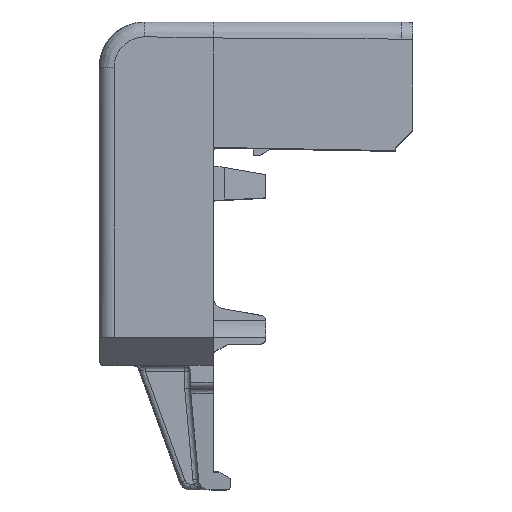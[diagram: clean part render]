
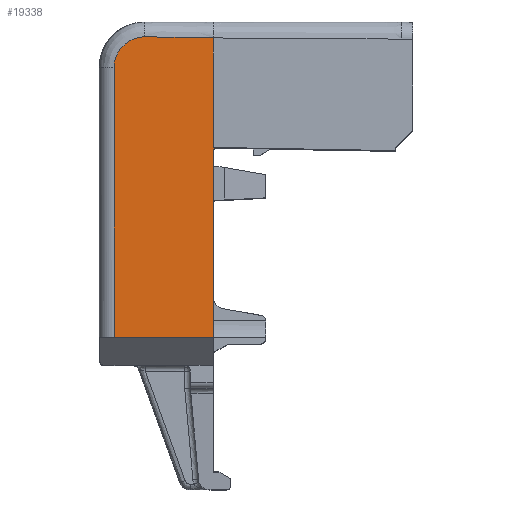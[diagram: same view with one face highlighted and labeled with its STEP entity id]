
A CAD part, top view. The second image highlights one B-rep face of the part: STEP entity #19338.
In plain terms, the highlighted free-form (B-spline) face has degree [1, 1] with [2, 2] control points.
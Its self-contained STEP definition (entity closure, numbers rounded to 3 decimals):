
#1702=CARTESIAN_POINT('V783',(-44.65,43.6,
   21.2));
#1703=VERTEX_POINT('V783',#1702);
#1704=CARTESIAN_POINT('V787',(-44.401,43.896,
   21.2));
#1705=VERTEX_POINT('V787',#1704);
#1706=CARTESIAN_POINT('E1342',(-44.65,
   43.6,21.2));
#1707=CARTESIAN_POINT('E1342',(-44.65,
   43.853,21.2));
#1708=CARTESIAN_POINT('E1342',(-44.401,
   43.896,21.2));
#1716=(BOUNDED_CURVE()B_SPLINE_CURVE(2,(#1706,#1707,#1708),
   .CIRCULAR_ARC.,.F.,.U.)B_SPLINE_CURVE_WITH_KNOTS((3,3),(
   0.117,1.0),.UNSPECIFIED.)CURVE()
   GEOMETRIC_REPRESENTATION_ITEM()RATIONAL_B_SPLINE_CURVE((1.0,
   0.741,0.94))REPRESENTATION_ITEM('E1342')
   );
#1717=EDGE_CURVE('E1342',#1703,#1705,#1716,.T.);
#19234=CARTESIAN_POINT('V9',(-53.35,27.25,
   21.2));
#19235=VERTEX_POINT('V9',#19234);
#19258=CARTESIAN_POINT('V266',(-44.65,
   27.25,21.2));
#19259=VERTEX_POINT('V266',#19258);
#19265=CARTESIAN_POINT('E419',(-53.35,
   27.25,21.2));
#19266=CARTESIAN_POINT('E419',(-44.65,
   27.25,21.2));
#19267=B_SPLINE_CURVE_WITH_KNOTS('E419',1,(#19265,#19266),
   .POLYLINE_FORM.,.F.,.U.,(2,2),(0.13,1.0),
   .UNSPECIFIED.);
#19268=EDGE_CURVE('E419',#19235,#19259,#19267,.T.);
#19273=CARTESIAN_POINT('F133',(-26.775,
   26.15,21.2));
#19274=CARTESIAN_POINT('F133',(-26.775,
   56.103,21.2));
#19275=CARTESIAN_POINT('F133',(-55.05,
   26.15,21.2));
#19276=CARTESIAN_POINT('F133',(-55.05,
   56.103,21.2));
#19277=QUASI_UNIFORM_SURFACE('F133',1,1,((#19273,#19275),(#19274,
   #19276)),.PLANE_SURF.,.F.,.F.,.U.);
#19278=ORIENTED_EDGE('E1342',*,*,#1717,.T.);
#19279=CARTESIAN_POINT('V267',(-44.65,
   43.9,21.2));
#19280=VERTEX_POINT('V267',#19279);
#19281=CARTESIAN_POINT('E1350',(-44.401,
   43.896,21.2));
#19282=CARTESIAN_POINT('E1350',(-44.65,
   43.9,21.2));
#19283=B_SPLINE_CURVE_WITH_KNOTS('E1350',1,(#19281,#19282),
   .POLYLINE_FORM.,.F.,.U.,(2,2),(0.059,
   0.073),.UNSPECIFIED.);
#19284=EDGE_CURVE('E1350',#1705,#19280,#19283,.T.);
#19285=ORIENTED_EDGE('E1350',*,*,#19284,.T.);
#19286=CARTESIAN_POINT('V13',(-44.65,53.5,
   21.2));
#19287=VERTEX_POINT('V13',#19286);
#19288=CARTESIAN_POINT('E421',(-44.65,
   43.9,21.2));
#19289=CARTESIAN_POINT('E421',(-44.65,
   53.5,21.2));
#19290=B_SPLINE_CURVE_WITH_KNOTS('E421',1,(#19288,#19289),
   .POLYLINE_FORM.,.F.,.U.,(2,2),(0.0,0.873),
   .UNSPECIFIED.);
#19291=EDGE_CURVE('E421',#19280,#19287,#19290,.T.);
#19292=ORIENTED_EDGE('E421',*,*,#19291,.T.);
#19293=CARTESIAN_POINT('V11',(-50.65,53.6,
   21.2));
#19294=VERTEX_POINT('V11',#19293);
#19295=CARTESIAN_POINT('E15',(-44.65,53.5,
   21.2));
#19296=CARTESIAN_POINT('E15',(-45.653,53.507,
   21.2));
#19297=CARTESIAN_POINT('E15',(-47.652,53.557,
   21.2));
#19298=CARTESIAN_POINT('E15',(-49.652,53.6,
   21.2));
#19299=CARTESIAN_POINT('E15',(-50.65,53.6,
   21.2));
#19300=B_SPLINE_CURVE_WITH_KNOTS('E15',3,(#19295,#19296,#19297,
   #19298,#19299),.UNSPECIFIED.,.F.,.U.,(4,1,4),(2.0,
   3.368,4.729),.UNSPECIFIED.);
#19301=EDGE_CURVE('E15',#19287,#19294,#19300,.T.);
#19302=ORIENTED_EDGE('E15',*,*,#19301,.T.);
#19303=CARTESIAN_POINT('V6',(-53.35,50.9,
   21.2));
#19304=VERTEX_POINT('V6',#19303);
#19305=CARTESIAN_POINT('E12',(-50.65,53.6,
   21.2));
#19306=CARTESIAN_POINT('E12',(-50.806,53.6,
   21.2));
#19307=CARTESIAN_POINT('E12',(-51.021,53.581,
   21.2));
#19308=CARTESIAN_POINT('E12',(-51.288,53.525,
   21.2));
#19309=CARTESIAN_POINT('E12',(-51.439,53.484,
   21.2));
#19310=CARTESIAN_POINT('E12',(-51.605,53.428,
   21.2));
#19311=CARTESIAN_POINT('E12',(-51.858,53.324,
   21.2));
#19312=CARTESIAN_POINT('E12',(-52.13,53.168,
   21.2));
#19313=CARTESIAN_POINT('E12',(-52.412,52.953,
   21.2));
#19314=CARTESIAN_POINT('E12',(-52.599,52.775,
   21.2));
#19315=CARTESIAN_POINT('E12',(-52.794,52.548,
   21.2));
#19316=CARTESIAN_POINT('E12',(-52.949,52.327,
   21.2));
#19317=CARTESIAN_POINT('E12',(-53.092,52.063,
   21.2));
#19318=CARTESIAN_POINT('E12',(-53.221,51.753,
   21.2));
#19319=CARTESIAN_POINT('E12',(-53.323,51.365,
   21.2));
#19320=CARTESIAN_POINT('E12',(-53.35,51.055,
   21.2));
#19321=CARTESIAN_POINT('E12',(-53.35,50.9,
   21.2));
#19322=B_SPLINE_CURVE_WITH_KNOTS('E12',3,(#19305,#19306,#19307,
   #19308,#19309,#19310,#19311,#19312,#19313,#19314,#19315,#19316,
   #19317,#19318,#19319,#19320,#19321),.UNSPECIFIED.,.F.,.U.,(4,1,1,
   1,1,1,1,1,1,1,1,1,1,1,4),(2.0,2.229,
   2.315,2.401,2.458,
   2.573,2.802,2.917,
   3.093,3.181,3.357,
   3.489,3.621,3.849,
   4.077),.UNSPECIFIED.);
#19323=EDGE_CURVE('E12',#19294,#19304,#19322,.T.);
#19324=ORIENTED_EDGE('E12',*,*,#19323,.T.);
#19325=CARTESIAN_POINT('E9',(-53.35,50.9,
   21.2));
#19326=CARTESIAN_POINT('E9',(-53.35,27.25,
   21.2));
#19327=B_SPLINE_CURVE_WITH_KNOTS('E9',1,(#19325,#19326),
   .POLYLINE_FORM.,.F.,.U.,(2,2),(2.0,13.582),
   .UNSPECIFIED.);
#19328=EDGE_CURVE('E9',#19304,#19235,#19327,.T.);
#19329=ORIENTED_EDGE('E9',*,*,#19328,.T.);
#19330=ORIENTED_EDGE('F155',*,*,#19268,.T.);
#19331=CARTESIAN_POINT('E420',(-44.65,
   27.25,21.2));
#19332=CARTESIAN_POINT('E420',(-44.65,
   43.6,21.2));
#19333=B_SPLINE_CURVE_WITH_KNOTS('E420',1,(#19331,#19332),
   .POLYLINE_FORM.,.F.,.U.,(2,2),(0.211,
   0.986),.UNSPECIFIED.);
#19334=EDGE_CURVE('E420',#19259,#1703,#19333,.T.);
#19335=ORIENTED_EDGE('E420',*,*,#19334,.T.);
#19336=EDGE_LOOP('F133',(#19278,#19285,#19292,#19302,#19324,#19329,
   #19330,#19335));
#19337=FACE_OUTER_BOUND('F133',#19336,.T.);
#19338=ADVANCED_FACE('F133',(#19337),#19277,.T.);
